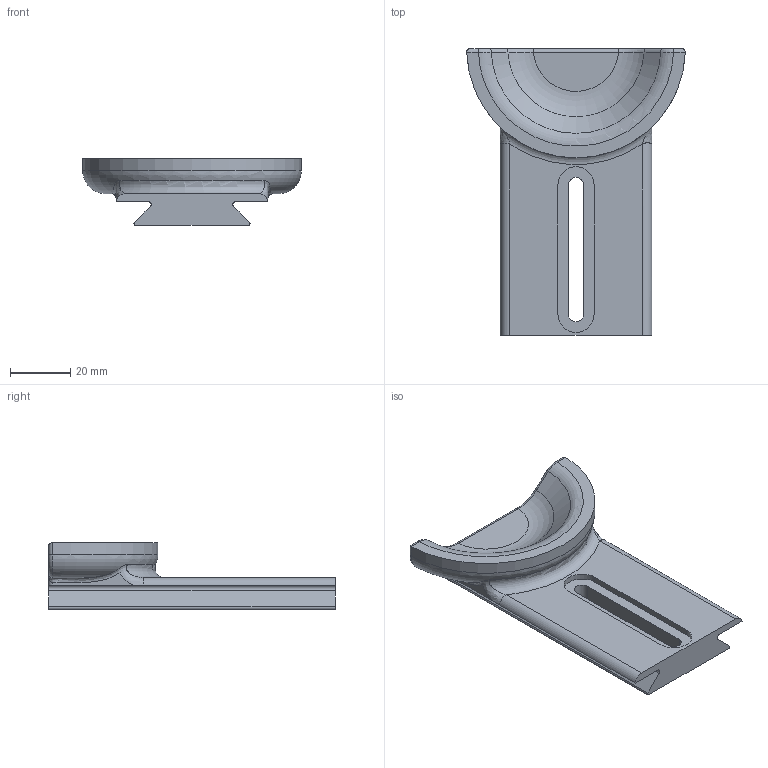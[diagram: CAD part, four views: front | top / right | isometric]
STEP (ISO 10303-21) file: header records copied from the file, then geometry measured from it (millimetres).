
FILE_DESCRIPTION(/* description */ (''),/* implementation_level */ '2;1');
FILE_NAME(/* name */ 'Chin Rest V2 v1.step',/* time_stamp */ '2023-11-04T17:02:21+02:00',/* author */ (''),/* organization */ (''),/* preprocessor_version */ 'ST-DEVELOPER v20',/* originating_system */ 'Autodesk Translation Framework v12.14.0.127',/* authorisation */ '');
FILE_SCHEMA (('AUTOMOTIVE_DESIGN { 1 0 10303 214 3 1 1 }'));
Length unit declared in the file: millimetre
Products named in the file (2): Chin Rest V2; Component3
Assembly tree (1 placements, depth 2):
  Chin Rest V2
    Component3
Bounding box: 72.59 x 95.25 x 22.09 mm (x, y, z)
Volume: 47013.9 mm3; surface area: 16623.1 mm2
Topology: 1 solids, 1 shells, 55 faces, 172 edges, 120 vertices
Faces by surface type: cylinder 22, plane 19, torus 10, bspline 2, cone 1, sphere 1
Entity records: 20890 total; most frequent: CARTESIAN_POINT 19338, ORIENTED_EDGE 344, DIRECTION 272, EDGE_CURVE 172, VERTEX_POINT 120, AXIS2_PLACEMENT_3D 96, LINE 80, VECTOR 80
